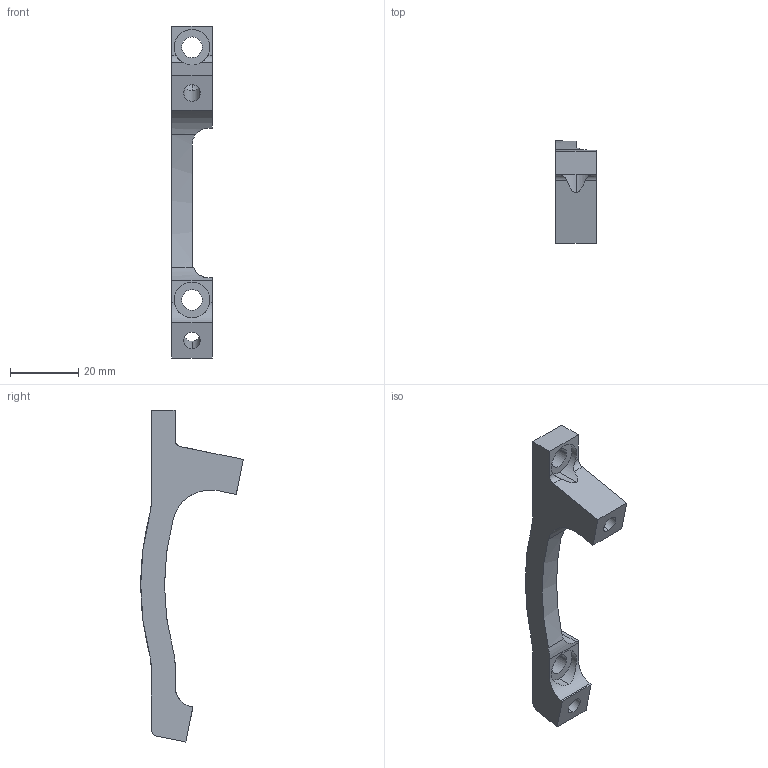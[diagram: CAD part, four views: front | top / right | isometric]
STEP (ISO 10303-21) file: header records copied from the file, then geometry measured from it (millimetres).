
FILE_DESCRIPTION((''),'2;1');
FILE_NAME('20-5018-135-000','2023-10-12T09:11:50',('pmedalie'),('SRAM CORPORATION'),'CREO PARAMETRIC BY PTC INC, 2022364','CREO PARAMETRIC BY PTC INC, 2022364','');
FILE_SCHEMA(('CONFIG_CONTROL_DESIGN'));
Length unit declared in the file: millimetre
Products named in the file (1): 20-5018-135-000
Bounding box: 12 x 30.14 x 97.52 mm (x, y, z)
Volume: 8575.5 mm3; surface area: 5066.4 mm2
Topology: 1 solids, 1 shells, 677 faces, 1933 edges, 1287 vertices
Faces by surface type: plane 651, cylinder 24, cone 2
Entity records: 21763 total; most frequent: CARTESIAN_POINT 4023, ORIENTED_EDGE 3862, DIRECTION 3309, EDGE_CURVE 1931, VECTOR 1875, LINE 1875, VERTEX_POINT 1287, AXIS2_PLACEMENT_3D 717
